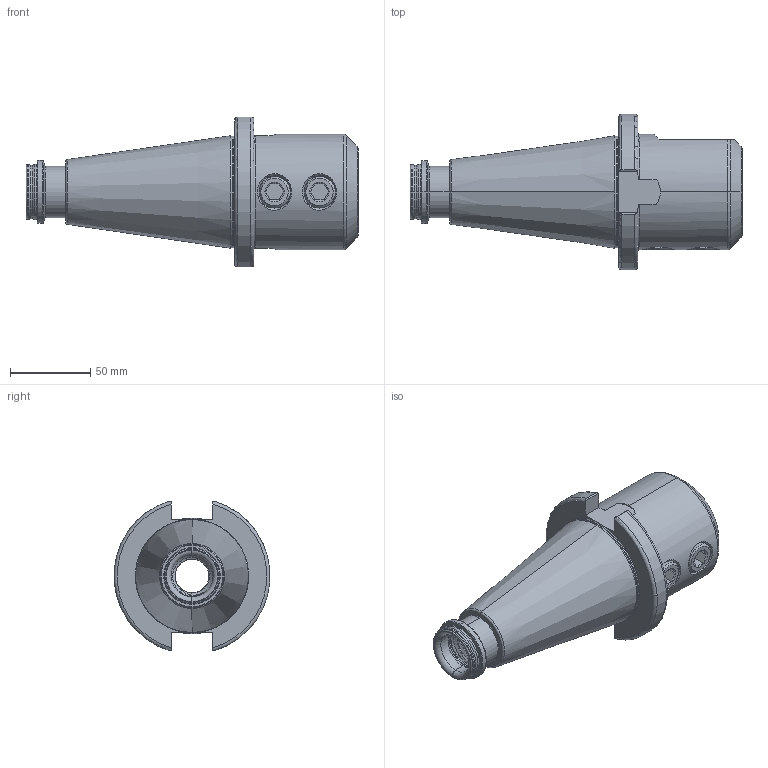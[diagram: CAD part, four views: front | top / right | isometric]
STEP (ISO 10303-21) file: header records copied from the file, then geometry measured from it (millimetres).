
FILE_DESCRIPTION (( 'STEP AP203' ), '1' );
FILE_NAME ('501.04.32.STEP', '2016-11-26T04:50:51', ( '' ), ( '' ), 'SwSTEP 2.0', 'SolidWorks 2012', '' );
FILE_SCHEMA (( 'CONFIG_CONTROL_DESIGN' ));
Length unit declared in the file: millimetre
Products named in the file (3): 501.04.32; 側固32_M20x2_20L
Assembly tree (3 placements, depth 2):
  501.04.32
    501.04.32
    側固32_M20x2_20L  x2
Bounding box: 206.8 x 96.96 x 93.35 mm (x, y, z)
Volume: 504970.5 mm3; surface area: 76706.4 mm2
Topology: 3 solids, 3 shells, 282 faces, 749 edges, 475 vertices
Faces by surface type: cylinder 128, plane 46, torus 37, bspline 36, cone 35
Entity records: 28048 total; most frequent: CARTESIAN_POINT 22527, ORIENTED_EDGE 1286, DIRECTION 898, EDGE_CURVE 643, VERTEX_POINT 408, AXIS2_PLACEMENT_3D 362, EDGE_LOOP 253, FACE_OUTER_BOUND 243
